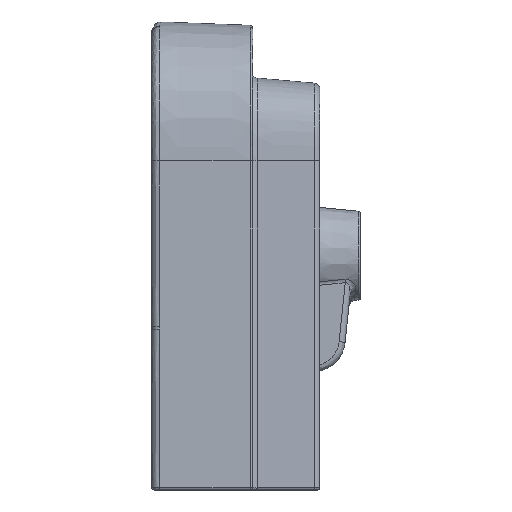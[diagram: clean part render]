
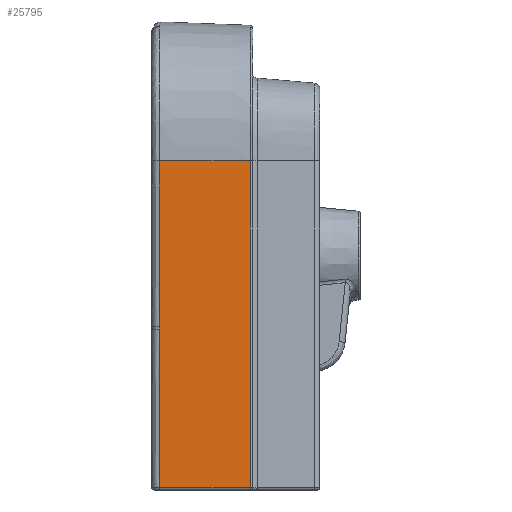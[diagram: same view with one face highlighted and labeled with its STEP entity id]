
A CAD part, left-side view. The second image highlights one B-rep face of the part: STEP entity #25795.
In plain terms, the highlighted free-form (B-spline) face has degree [5, 5] with [6, 7] control points.
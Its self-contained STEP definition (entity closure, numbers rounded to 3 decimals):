
#546 = CARTESIAN_POINT ( 'NONE',  ( -221.3, -32., 141.819 ) ) ;
#826 = VECTOR ( 'NONE', #9872, 1000. ) ;
#2276 = CARTESIAN_POINT ( 'NONE',  ( -221.9, -16., 89.185 ) ) ;
#2512 = ORIENTED_EDGE ( 'NONE', *, *, #29304, .F. ) ;
#2632 = VERTEX_POINT ( 'NONE', #28670 ) ;
#2645 = CARTESIAN_POINT ( 'NONE',  ( -222.267, -6.225, 127. ) ) ;
#2659 = VECTOR ( 'NONE', #6078, 1000. ) ;
#2777 = ORIENTED_EDGE ( 'NONE', *, *, #18109, .F. ) ;
#2825 = VECTOR ( 'NONE', #6681, 1000. ) ;
#3793 = VECTOR ( 'NONE', #18536, 1000. ) ;
#4021 = VECTOR ( 'NONE', #15779, 1000. ) ;
#4205 = ORIENTED_EDGE ( 'NONE', *, *, #19232, .F. ) ;
#4756 = CARTESIAN_POINT ( 'NONE',  ( -221.3, -32., 89.173 ) ) ;
#4899 = CARTESIAN_POINT ( 'NONE',  ( -222.5, 0., 36.536 ) ) ;
#5205 = CARTESIAN_POINT ( 'NONE',  ( -221.9, -16., 194.395 ) ) ;
#5613 = LINE ( 'NONE', #21889, #2659 ) ;
#5840 = CARTESIAN_POINT ( 'NONE',  ( -220.47, -54.125, 260. ) ) ;
#6078 = DIRECTION ( 'NONE',  ( 0., 0., 1. ) ) ;
#6634 = CARTESIAN_POINT ( 'NONE',  ( -220.7, -48., 141.777 ) ) ;
#6681 = DIRECTION ( 'NONE',  ( 0.037, -0.999, 0. ) ) ;
#6782 = CARTESIAN_POINT ( 'NONE',  ( -219.572, -78.075, 2. ) ) ;
#7547 = CARTESIAN_POINT ( 'NONE',  ( -221.9, -16., -0.58 ) ) ;
#8025 = VERTEX_POINT ( 'NONE', #18576 ) ;
#8171 = CARTESIAN_POINT ( 'NONE',  ( -222.267, -6.225, 260. ) ) ;
#8228 = CARTESIAN_POINT ( 'NONE',  ( -222.267, -6.225, 129. ) ) ;
#8823 = CARTESIAN_POINT ( 'NONE',  ( -219.5, -80., -0.58 ) ) ;
#8978 = CARTESIAN_POINT ( 'NONE',  ( -220.1, -64., 89.149 ) ) ;
#9133 = CARTESIAN_POINT ( 'NONE',  ( -220.7, -48., -0.58 ) ) ;
#9438 = CARTESIAN_POINT ( 'NONE',  ( -221.3, -32., 36.536 ) ) ;
#9784 = LINE ( 'NONE', #19198, #2825 ) ;
#9872 = DIRECTION ( 'NONE',  ( 0., 0., 1. ) ) ;
#9997 = EDGE_CURVE ( 'NONE', #15406, #16815, #28000, .T. ) ;
#10043 = CARTESIAN_POINT ( 'NONE',  ( -222.5, 0., 89.197 ) ) ;
#10158 = VERTEX_POINT ( 'NONE', #20686 ) ;
#11320 = CARTESIAN_POINT ( 'NONE',  ( -220.1, -64., 141.735 ) ) ;
#11323 = VERTEX_POINT ( 'NONE', #8228 ) ;
#11468 = CARTESIAN_POINT ( 'NONE',  ( -219.5, -80., 89.137 ) ) ;
#11556 = B_SPLINE_SURFACE_WITH_KNOTS ( 'NONE', 5, 5, ( 
 ( #25083, #20437, #29877, #18115, #11468, #15787, #8823 ),
 ( #25238, #18265, #23073, #11320, #8978, #20735, #13773 ),
 ( #30172, #18416, #27859, #6634, #16084, #30317, #9133 ),
 ( #18566, #23974, #11912, #546, #4756, #9438, #19150 ),
 ( #28160, #28600, #5205, #16681, #2276, #24127, #7547 ),
 ( #14523, #28753, #28452, #26145, #10043, #4899, #16532 ) ),
 .UNSPECIFIED., .F., .F., .F.,
 ( 6, 6 ),
 ( 6, 1, 6 ),
 ( 0., 1. ),
 ( 0.523, 0.664, 1.001 ),
 .UNSPECIFIED. ) ;
#11912 = CARTESIAN_POINT ( 'NONE',  ( -221.3, -32., 194.418 ) ) ;
#12014 = ORIENTED_EDGE ( 'NONE', *, *, #9997, .T. ) ;
#12191 = CARTESIAN_POINT ( 'NONE',  ( -222.267, -6.225, 129. ) ) ;
#12272 = EDGE_CURVE ( 'NONE', #16815, #2632, #27517, .T. ) ;
#13773 = CARTESIAN_POINT ( 'NONE',  ( -220.1, -64., -0.58 ) ) ;
#14523 = CARTESIAN_POINT ( 'NONE',  ( -222.5, 0., 262.58 ) ) ;
#15406 = VERTEX_POINT ( 'NONE', #20040 ) ;
#15615 = CARTESIAN_POINT ( 'NONE',  ( -219.572, -78.075, 260. ) ) ;
#15779 = DIRECTION ( 'NONE',  ( 0., 0., 1. ) ) ;
#15787 = CARTESIAN_POINT ( 'NONE',  ( -219.5, -80., 36.536 ) ) ;
#16084 = CARTESIAN_POINT ( 'NONE',  ( -220.7, -48., 89.161 ) ) ;
#16532 = CARTESIAN_POINT ( 'NONE',  ( -222.5, 0., -0.58 ) ) ;
#16681 = CARTESIAN_POINT ( 'NONE',  ( -221.9, -16., 141.861 ) ) ;
#16815 = VERTEX_POINT ( 'NONE', #22221 ) ;
#18109 = EDGE_CURVE ( 'NONE', #10158, #11323, #18231, .T. ) ;
#18115 = CARTESIAN_POINT ( 'NONE',  ( -219.5, -80., 141.693 ) ) ;
#18231 = LINE ( 'NONE', #2645, #3793 ) ;
#18265 = CARTESIAN_POINT ( 'NONE',  ( -220.1, -64., 247.074 ) ) ;
#18416 = CARTESIAN_POINT ( 'NONE',  ( -220.7, -48., 247.065 ) ) ;
#18536 = DIRECTION ( 'NONE',  ( 0., 0., 1. ) ) ;
#18566 = CARTESIAN_POINT ( 'NONE',  ( -221.3, -32., 262.577 ) ) ;
#18576 = CARTESIAN_POINT ( 'NONE',  ( -222.267, -6.225, 2. ) ) ;
#19150 = CARTESIAN_POINT ( 'NONE',  ( -221.3, -32., -0.58 ) ) ;
#19198 = CARTESIAN_POINT ( 'NONE',  ( -222.267, -6.225, 2. ) ) ;
#19232 = EDGE_CURVE ( 'NONE', #11323, #2632, #26731, .T. ) ;
#19294 = EDGE_LOOP ( 'NONE', ( #12014, #22842, #4205, #2777, #2512, #27939 ) ) ;
#19786 = CARTESIAN_POINT ( 'NONE',  ( -221.368, -30.175, 260. ) ) ;
#20040 = CARTESIAN_POINT ( 'NONE',  ( -219.572, -78.075, 2. ) ) ;
#20437 = CARTESIAN_POINT ( 'NONE',  ( -219.5, -80., 247.083 ) ) ;
#20686 = CARTESIAN_POINT ( 'NONE',  ( -222.267, -6.225, 127. ) ) ;
#20735 = CARTESIAN_POINT ( 'NONE',  ( -220.1, -64., 36.536 ) ) ;
#21223 = EDGE_CURVE ( 'NONE', #8025, #15406, #9784, .T. ) ;
#21889 = CARTESIAN_POINT ( 'NONE',  ( -222.267, -6.225, 2. ) ) ;
#22221 = CARTESIAN_POINT ( 'NONE',  ( -219.572, -78.075, 260. ) ) ;
#22842 = ORIENTED_EDGE ( 'NONE', *, *, #12272, .T. ) ;
#23073 = CARTESIAN_POINT ( 'NONE',  ( -220.1, -64., 194.464 ) ) ;
#23974 = CARTESIAN_POINT ( 'NONE',  ( -221.3, -32., 247.056 ) ) ;
#24127 = CARTESIAN_POINT ( 'NONE',  ( -221.9, -16., 36.536 ) ) ;
#25083 = CARTESIAN_POINT ( 'NONE',  ( -219.5, -80., 262.571 ) ) ;
#25238 = CARTESIAN_POINT ( 'NONE',  ( -220.1, -64., 262.573 ) ) ;
#25795 = ADVANCED_FACE ( 'NONE', ( #30026 ), #11556, .T. ) ;
#26145 = CARTESIAN_POINT ( 'NONE',  ( -222.5, 0., 141.903 ) ) ;
#26731 = LINE ( 'NONE', #12191, #826 ) ;
#27517 = B_SPLINE_CURVE_WITH_KNOTS ( 'NONE', 3,
 ( #15615, #5840, #19786, #8171 ),
 .UNSPECIFIED., .F., .F.,
 ( 4, 4 ),
 ( 0., 1. ),
 .UNSPECIFIED. ) ;
#27859 = CARTESIAN_POINT ( 'NONE',  ( -220.7, -48., 194.441 ) ) ;
#27939 = ORIENTED_EDGE ( 'NONE', *, *, #21223, .T. ) ;
#28000 = LINE ( 'NONE', #6782, #4021 ) ;
#28160 = CARTESIAN_POINT ( 'NONE',  ( -221.9, -16., 262.578 ) ) ;
#28452 = CARTESIAN_POINT ( 'NONE',  ( -222.5, 0., 194.372 ) ) ;
#28600 = CARTESIAN_POINT ( 'NONE',  ( -221.9, -16., 247.047 ) ) ;
#28670 = CARTESIAN_POINT ( 'NONE',  ( -222.267, -6.225, 260. ) ) ;
#28753 = CARTESIAN_POINT ( 'NONE',  ( -222.5, 0., 247.038 ) ) ;
#29304 = EDGE_CURVE ( 'NONE', #8025, #10158, #5613, .T. ) ;
#29877 = CARTESIAN_POINT ( 'NONE',  ( -219.5, -80., 194.487 ) ) ;
#30026 = FACE_OUTER_BOUND ( 'NONE', #19294, .T. ) ;
#30172 = CARTESIAN_POINT ( 'NONE',  ( -220.7, -48., 262.575 ) ) ;
#30317 = CARTESIAN_POINT ( 'NONE',  ( -220.7, -48., 36.536 ) ) ;
